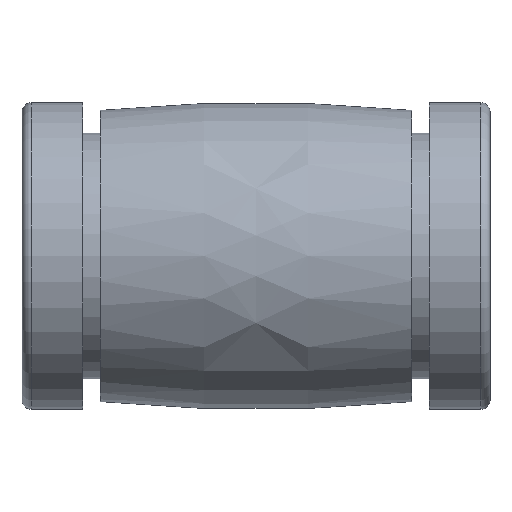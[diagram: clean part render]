
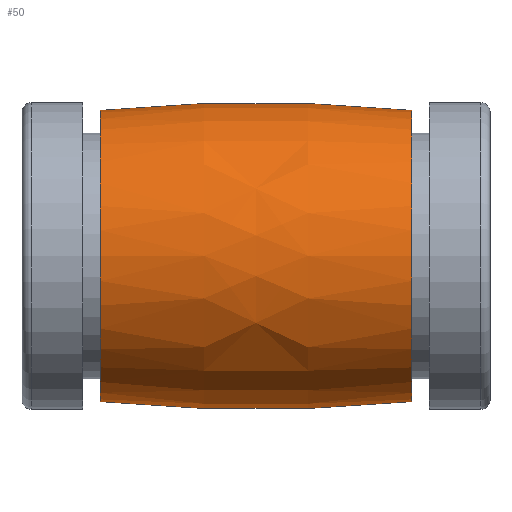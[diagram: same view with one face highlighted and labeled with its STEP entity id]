
A CAD part, top view. The second image highlights one B-rep face of the part: STEP entity #50.
In plain terms, the highlighted free-form (B-spline) face has degree [3, 3] with [4, 7] control points.
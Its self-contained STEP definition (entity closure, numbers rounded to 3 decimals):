
#50 = ADVANCED_FACE( '', ( #109, #110 ), #111, .T. );
#109 = FACE_OUTER_BOUND( '', #180, .T. );
#110 = FACE_OUTER_BOUND( '', #181, .T. );
#111 = ( BOUNDED_SURFACE(  )B_SPLINE_SURFACE( 3, 3, ( ( #184, #185, #186, #187, #188, #189, #190 ), ( #191, #192, #193, #194, #195, #196, #197 ), ( #198, #199, #200, #201, #202, #203, #204 ), ( #205, #206, #207, #208, #209, #210, #211 ) ), .UNSPECIFIED., .F., .T., .F. )B_SPLINE_SURFACE_WITH_KNOTS( ( 4, 4 ), ( 4, 3, 4 ), ( 0., 6.283 ), ( -0.098, 0., 0.098 ), .UNSPECIFIED. )GEOMETRIC_REPRESENTATION_ITEM(  )RATIONAL_B_SPLINE_SURFACE( ( ( 1., 0.333, 0.333, 1., 0.333, 0.333, 1. ), ( 0.997, 0.332, 0.332, 0.997, 0.332, 0.332, 0.997 ), ( 0.997, 0.332, 0.332, 0.997, 0.332, 0.332, 0.997 ), ( 1., 0.333, 0.333, 1., 0.333, 0.333, 1. ) ) )REPRESENTATION_ITEM( '' )SURFACE(  ) );
#180 = EDGE_LOOP( '', ( #289 ) );
#181 = EDGE_LOOP( '', ( #290 ) );
#184 = CARTESIAN_POINT( '', ( 24.15, 0., -9.025 ) );
#185 = CARTESIAN_POINT( '', ( 24.15, 18.05, -9.025 ) );
#186 = CARTESIAN_POINT( '', ( 24.15, 18.05, 9.025 ) );
#187 = CARTESIAN_POINT( '', ( 24.15, 0., 9.025 ) );
#188 = CARTESIAN_POINT( '', ( 24.15, -18.05, 9.025 ) );
#189 = CARTESIAN_POINT( '', ( 24.15, -18.05, -9.025 ) );
#190 = CARTESIAN_POINT( '', ( 24.15, 0., -9.025 ) );
#191 = CARTESIAN_POINT( '', ( 17.727, 0., -9.659 ) );
#192 = CARTESIAN_POINT( '', ( 17.727, 19.318, -9.659 ) );
#193 = CARTESIAN_POINT( '', ( 17.727, 19.318, 9.659 ) );
#194 = CARTESIAN_POINT( '', ( 17.727, 0., 9.659 ) );
#195 = CARTESIAN_POINT( '', ( 17.727, -19.318, 9.659 ) );
#196 = CARTESIAN_POINT( '', ( 17.727, -19.318, -9.659 ) );
#197 = CARTESIAN_POINT( '', ( 17.727, 0., -9.659 ) );
#198 = CARTESIAN_POINT( '', ( 11.273, 0., -9.659 ) );
#199 = CARTESIAN_POINT( '', ( 11.273, 19.318, -9.659 ) );
#200 = CARTESIAN_POINT( '', ( 11.273, 19.318, 9.659 ) );
#201 = CARTESIAN_POINT( '', ( 11.273, 0., 9.659 ) );
#202 = CARTESIAN_POINT( '', ( 11.273, -19.318, 9.659 ) );
#203 = CARTESIAN_POINT( '', ( 11.273, -19.318, -9.659 ) );
#204 = CARTESIAN_POINT( '', ( 11.273, 0., -9.659 ) );
#205 = CARTESIAN_POINT( '', ( 4.85, 0., -9.025 ) );
#206 = CARTESIAN_POINT( '', ( 4.85, 18.05, -9.025 ) );
#207 = CARTESIAN_POINT( '', ( 4.85, 18.05, 9.025 ) );
#208 = CARTESIAN_POINT( '', ( 4.85, 0., 9.025 ) );
#209 = CARTESIAN_POINT( '', ( 4.85, -18.05, 9.025 ) );
#210 = CARTESIAN_POINT( '', ( 4.85, -18.05, -9.025 ) );
#211 = CARTESIAN_POINT( '', ( 4.85, 0., -9.025 ) );
#289 = ORIENTED_EDGE( '', *, *, #364, .T. );
#290 = ORIENTED_EDGE( '', *, *, #365, .F. );
#364 = EDGE_CURVE( '', #403, #403, #404, .T. );
#365 = EDGE_CURVE( '', #405, #405, #406, .T. );
#403 = VERTEX_POINT( '', #451 );
#404 = CIRCLE( '', #452, 9.025 );
#405 = VERTEX_POINT( '', #453 );
#406 = CIRCLE( '', #454, 9.025 );
#451 = CARTESIAN_POINT( '', ( 4.85, 0., -9.025 ) );
#452 = AXIS2_PLACEMENT_3D( '', #500, #501, #502 );
#453 = CARTESIAN_POINT( '', ( 24.15, 0., -9.025 ) );
#454 = AXIS2_PLACEMENT_3D( '', #503, #504, #505 );
#500 = CARTESIAN_POINT( '', ( 4.85, 0., 0. ) );
#501 = DIRECTION( '', ( 1., 0., 0. ) );
#502 = DIRECTION( '', ( 0., 0., -1. ) );
#503 = CARTESIAN_POINT( '', ( 24.15, 0., 0. ) );
#504 = DIRECTION( '', ( 1., 0., 0. ) );
#505 = DIRECTION( '', ( 0., 0., -1. ) );
